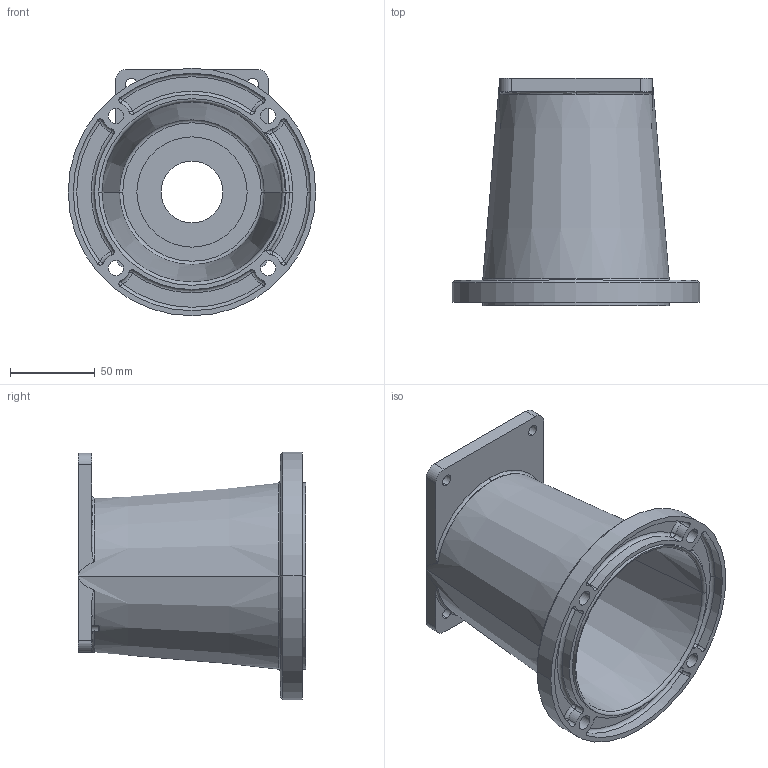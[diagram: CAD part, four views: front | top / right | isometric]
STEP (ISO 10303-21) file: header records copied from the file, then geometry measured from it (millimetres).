
FILE_DESCRIPTION (( 'STEP AP203' ), '1' );
FILE_NAME ('LMH403.STEP', '2016-03-16T12:11:07', ( '' ), ( '' ), 'SwSTEP 2.0', 'SolidWorks 2016', '' );
FILE_SCHEMA (( 'CONFIG_CONTROL_DESIGN' ));
Length unit declared in the file: millimetre
Products named in the file (1): LMH403
Bounding box: 146 x 134 x 146 mm (x, y, z)
Volume: 232759.6 mm3; surface area: 124988 mm2
Topology: 2 solids, 2 shells, 155 faces, 385 edges, 223 vertices
Faces by surface type: cylinder 70, torus 38, plane 21, sphere 16, cone 8, bspline 2
Entity records: 5059 total; most frequent: CARTESIAN_POINT 1254, DIRECTION 872, ORIENTED_EDGE 738, AXIS2_PLACEMENT_3D 389, EDGE_CURVE 369, CIRCLE 235, VERTEX_POINT 223, EDGE_LOOP 180
